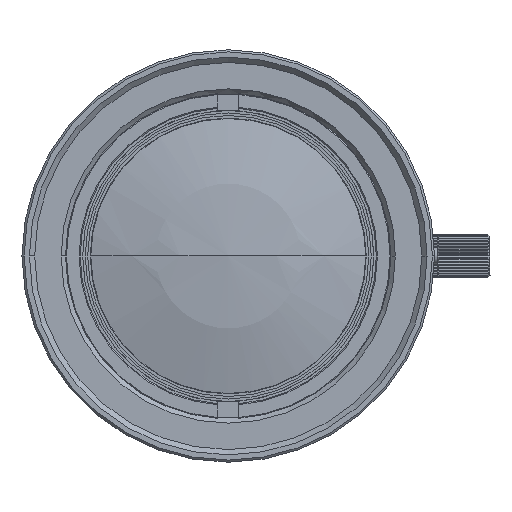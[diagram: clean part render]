
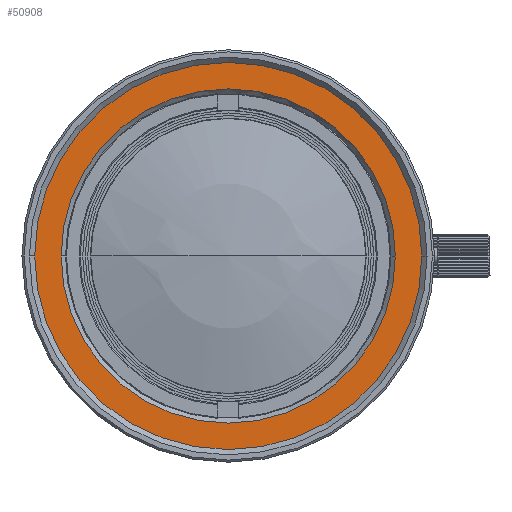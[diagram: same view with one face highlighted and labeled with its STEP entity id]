
A CAD part, left-side view. The second image highlights one B-rep face of the part: STEP entity #50908.
In plain terms, the highlighted planar face has unit normal (-1, 0, 0).
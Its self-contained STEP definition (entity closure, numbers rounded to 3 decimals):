
#16097=CARTESIAN_POINT('',(-29.309,0.,0.));
#16098=DIRECTION('',(1.,0.,0.));
#16099=DIRECTION('',(0.,-1.,0.));
#16100=AXIS2_PLACEMENT_3D('',#16097,#16098,#16099);
#16102=CARTESIAN_POINT('',(-29.309,0.,0.));
#16103=DIRECTION('',(1.,0.,0.));
#16104=DIRECTION('',(0.,1.,0.));
#16105=AXIS2_PLACEMENT_3D('',#16102,#16103,#16104);
#16116=CARTESIAN_POINT('',(-29.309,0.,0.));
#16117=DIRECTION('',(1.,0.,0.));
#16118=DIRECTION('',(0.,1.,0.));
#16119=AXIS2_PLACEMENT_3D('',#16116,#16117,#16118);
#16164=CARTESIAN_POINT('',(-29.309,0.,0.));
#16165=DIRECTION('',(1.,0.,0.));
#16166=DIRECTION('',(0.,-1.,0.));
#16167=AXIS2_PLACEMENT_3D('',#16164,#16165,#16166);
#30694=CARTESIAN_POINT('',(-29.309,18.8,0.));
#30695=VERTEX_POINT('',#30694);
#30696=CARTESIAN_POINT('',(-29.309,-18.8,0.));
#30697=VERTEX_POINT('',#30696);
#33423=CARTESIAN_POINT('',(-29.309,-15.8,0.));
#33424=CARTESIAN_POINT('',(-29.309,15.8,0.));
#33425=VERTEX_POINT('',#33423);
#33426=VERTEX_POINT('',#33424);
#50893=CARTESIAN_POINT('',(-29.309,0.,0.));
#50894=DIRECTION('',(1.,0.,0.));
#50895=DIRECTION('',(0.,1.,0.));
#50896=AXIS2_PLACEMENT_3D('',#50893,#50894,#50895);
#50897=PLANE('',#50896);
#50898=ORIENTED_EDGE('',*,*,#50886,.T.);
#50899=ORIENTED_EDGE('',*,*,#50875,.T.);
#50900=EDGE_LOOP('',(#50898,#50899));
#50901=FACE_OUTER_BOUND('',#50900,.F.);
#50903=ORIENTED_EDGE('',*,*,#50902,.F.);
#50905=ORIENTED_EDGE('',*,*,#50904,.F.);
#50906=EDGE_LOOP('',(#50903,#50905));
#50907=FACE_BOUND('',#50906,.F.);
#16101=CIRCLE('',#16100,18.8);
#16106=CIRCLE('',#16105,18.8);
#16120=CIRCLE('',#16119,15.8);
#16168=CIRCLE('',#16167,15.8);
#50875=EDGE_CURVE('',#30695,#30697,#16106,.T.);
#50886=EDGE_CURVE('',#30697,#30695,#16101,.T.);
#50902=EDGE_CURVE('',#33426,#33425,#16120,.T.);
#50904=EDGE_CURVE('',#33425,#33426,#16168,.T.);
#50908=ADVANCED_FACE('',(#50901,#50907),#50897,.F.);
